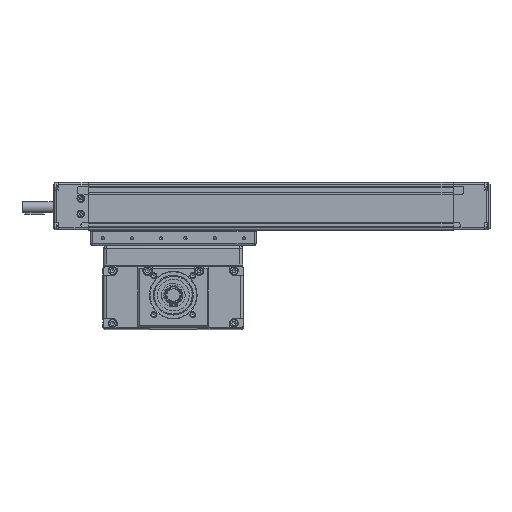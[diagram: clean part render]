
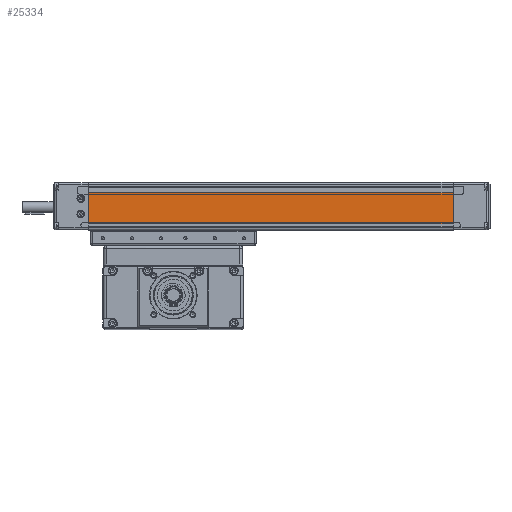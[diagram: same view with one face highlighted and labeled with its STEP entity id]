
A CAD part, top view. The second image highlights one B-rep face of the part: STEP entity #25334.
In plain terms, the highlighted face is planar.
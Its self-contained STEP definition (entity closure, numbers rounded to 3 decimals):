
#24646=CARTESIAN_POINT('',(55.,-13.9,375.0));
#24647=VERTEX_POINT('',#24646);
#24654=CARTESIAN_POINT('',(55.,18.15,375.0));
#24655=VERTEX_POINT('',#24654);
#24656=CARTESIAN_POINT('',(55.,18.15,375.0));
#24657=DIRECTION('',(0.0,-1.0,0.0));
#24658=VECTOR('',#24657,32.05);
#24659=LINE('',#24656,#24658);
#24660=EDGE_CURVE('',#24655,#24647,#24659,.T.);
#24914=CARTESIAN_POINT('',(55.,-13.9,0.0));
#24915=VERTEX_POINT('',#24914);
#24922=CARTESIAN_POINT('',(55.,-13.9,375.0));
#24923=DIRECTION('',(0.0,0.0,-1.0));
#24924=VECTOR('',#24923,375.0);
#24925=LINE('',#24922,#24924);
#24926=EDGE_CURVE('',#24647,#24915,#24925,.T.);
#25168=CARTESIAN_POINT('',(55.,18.15,0.0));
#25169=VERTEX_POINT('',#25168);
#25178=CARTESIAN_POINT('',(55.,18.15,0.0));
#25179=DIRECTION('',(0.0,0.0,1.0));
#25180=VECTOR('',#25179,375.0);
#25181=LINE('',#25178,#25180);
#25182=EDGE_CURVE('',#25169,#24655,#25181,.T.);
#25297=CARTESIAN_POINT('',(55.,18.15,0.));
#25298=DIRECTION('',(0.0,-1.0,0.0));
#25299=VECTOR('',#25298,32.05);
#25300=LINE('',#25297,#25299);
#25301=EDGE_CURVE('',#25169,#24915,#25300,.T.);
#25323=CARTESIAN_POINT('',(55.,22.25,0.));
#25324=DIRECTION('',(1.0,0.0,0.0));
#25325=DIRECTION('',(0.0,0.0,-1.0));
#25326=AXIS2_PLACEMENT_3D('',#25323,#25324,#25325);
#25327=PLANE('',#25326);
#25328=ORIENTED_EDGE('',*,*,#24926,.T.);
#25329=ORIENTED_EDGE('',*,*,#25301,.F.);
#25330=ORIENTED_EDGE('',*,*,#25182,.T.);
#25331=ORIENTED_EDGE('',*,*,#24660,.T.);
#25332=EDGE_LOOP('',(#25328,#25329,#25330,#25331));
#25333=FACE_OUTER_BOUND('',#25332,.T.);
#25334=ADVANCED_FACE('',(#25333),#25327,.T.);
